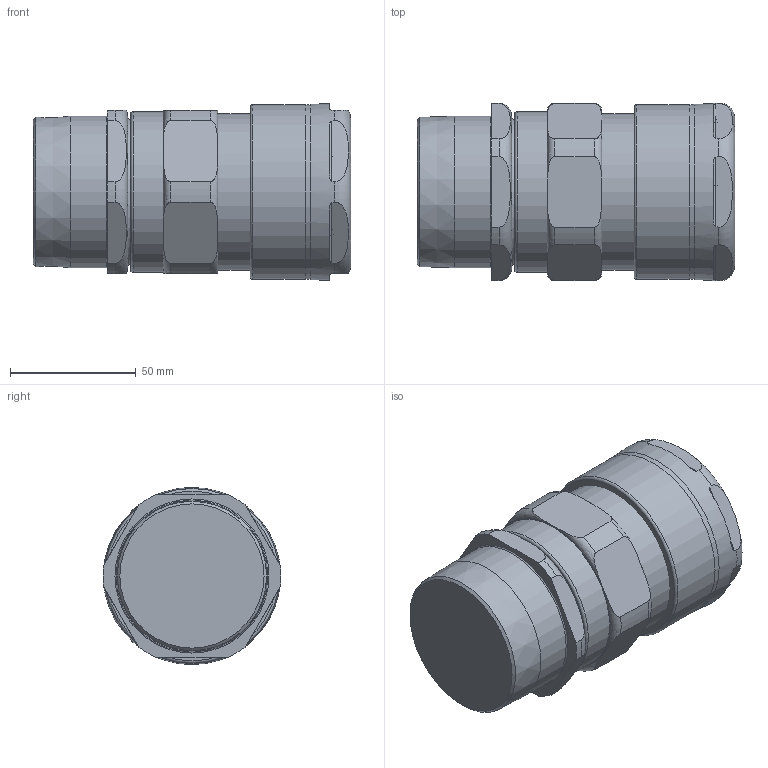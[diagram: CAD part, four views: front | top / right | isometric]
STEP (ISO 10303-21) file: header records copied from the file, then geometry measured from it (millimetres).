
FILE_DESCRIPTION(/* description */ (''),/* implementation_level */ '2;1');
FILE_NAME(/* name */ '151_RAC_X D_2_NPT.stp',/* time_stamp */ '2021-05-21T22:17:27+06:00',/* author */ ('vinaykumark'),/* organization */ (''),/* preprocessor_version */ 'ST-DEVELOPER v18',/* originating_system */ 'Autodesk Inventor 2020',/* authorisation */ '');
FILE_SCHEMA (('AUTOMOTIVE_DESIGN { 1 0 10303 214 3 1 1 }'));
Length unit declared in the file: inch
Products named in the file (1): 151_RAC_X D_2_NPT
Bounding box: 126.35 x 70.76 x 70.54 mm (x, y, z)
Volume: 616757.1 mm3; surface area: 108929.5 mm2
Topology: 9 solids, 9 shells, 736 faces, 2078 edges, 1364 vertices
Faces by surface type: plane 238, torus 198, cone 164, cylinder 136
Full cylindrical faces by diameter (mm): 44.5 x1, 52.6 x1, 53.25 x1, 56.4 x1, 56.5 x1, 57.2 x3, 57.4 x1, 57.45 x1, 60.325 x1, 60.33 x1, 62.08 x1, 62.2 x1, 63 x1, 63.95 x1, 65 x1, 69.6 x1
Entity records: 28886 total; most frequent: CARTESIAN_POINT 9751, ORIENTED_EDGE 4156, DIRECTION 3738, EDGE_CURVE 2078, AXIS2_PLACEMENT_3D 1591, VERTEX_POINT 1364, CIRCLE 854, EDGE_LOOP 744
